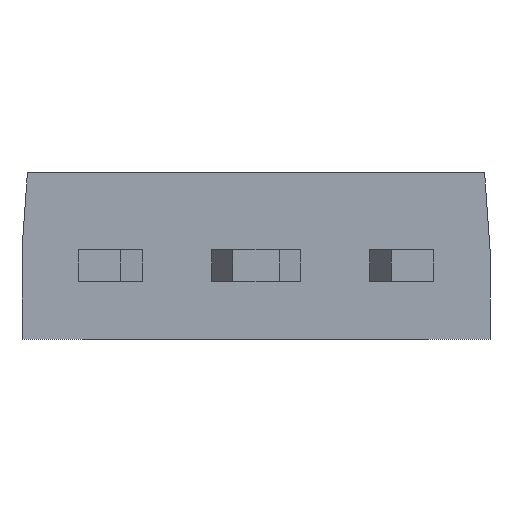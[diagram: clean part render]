
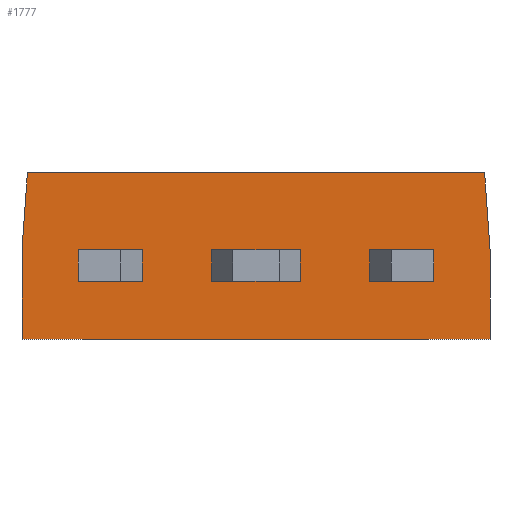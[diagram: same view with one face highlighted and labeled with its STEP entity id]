
A CAD part, front view. The second image highlights one B-rep face of the part: STEP entity #1777.
In plain terms, the highlighted planar face has unit normal (0, -1, 0).
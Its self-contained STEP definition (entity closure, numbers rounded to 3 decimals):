
#51 = DIRECTION ( 'NONE',  ( 0., 0., -1. ) ) ;
#66 = DIRECTION ( 'NONE',  ( -0.07, 0., 0.998 ) ) ;
#141 = AXIS2_PLACEMENT_3D ( 'NONE', #316, #614, #51 ) ;
#159 = CARTESIAN_POINT ( 'NONE',  ( -3.788, 2.54, 0.265 ) ) ;
#160 = VECTOR ( 'NONE', #1569, 1000. ) ;
#195 = VECTOR ( 'NONE', #66, 1000. ) ;
#316 = CARTESIAN_POINT ( 'NONE',  ( 0., 2.54, 0. ) ) ;
#333 = ORIENTED_EDGE ( 'NONE', *, *, #690, .F. ) ;
#420 = FACE_OUTER_BOUND ( 'NONE', #1010, .T. ) ;
#455 = DIRECTION ( 'NONE',  ( 0., 0., 1. ) ) ;
#518 = VERTEX_POINT ( 'NONE', #1774 ) ;
#575 = VERTEX_POINT ( 'NONE', #2054 ) ;
#602 = EDGE_CURVE ( 'NONE', #710, #1229, #909, .T. ) ;
#614 = DIRECTION ( 'NONE',  ( 0., -1., 0. ) ) ;
#690 = EDGE_CURVE ( 'NONE', #1293, #575, #1523, .T. ) ;
#710 = VERTEX_POINT ( 'NONE', #832 ) ;
#745 = CARTESIAN_POINT ( 'NONE',  ( -3.8, 2.54, 1.35 ) ) ;
#832 = CARTESIAN_POINT ( 'NONE',  ( 3.8, 2.54, 0.1 ) ) ;
#878 = VECTOR ( 'NONE', #455, 1000. ) ;
#909 = LINE ( 'NONE', #1660, #195 ) ;
#947 = LINE ( 'NONE', #745, #878 ) ;
#957 = VERTEX_POINT ( 'NONE', #1425 ) ;
#960 = DIRECTION ( 'NONE',  ( 0., 0., -1. ) ) ;
#962 = LINE ( 'NONE', #1592, #974 ) ;
#974 = VECTOR ( 'NONE', #1125, 1000. ) ;
#975 = CARTESIAN_POINT ( 'NONE',  ( 3.8, 2.54, 1.35 ) ) ;
#1000 = EDGE_CURVE ( 'NONE', #518, #1229, #962, .T. ) ;
#1010 = EDGE_LOOP ( 'NONE', ( #1955, #1982, #1495, #333, #1554, #1986 ) ) ;
#1092 = VECTOR ( 'NONE', #1280, 1000. ) ;
#1125 = DIRECTION ( 'NONE',  ( 1., 0., 0. ) ) ;
#1130 = CARTESIAN_POINT ( 'NONE',  ( 3.713, 2.54, 1.35 ) ) ;
#1229 = VERTEX_POINT ( 'NONE', #1130 ) ;
#1266 = EDGE_CURVE ( 'NONE', #575, #957, #947, .T. ) ;
#1280 = DIRECTION ( 'NONE',  ( -0.07, 0., -0.998 ) ) ;
#1293 = VERTEX_POINT ( 'NONE', #1894 ) ;
#1308 = CARTESIAN_POINT ( 'NONE',  ( -3.8, 2.54, -1.35 ) ) ;
#1425 = CARTESIAN_POINT ( 'NONE',  ( -3.8, 2.54, 0.1 ) ) ;
#1495 = ORIENTED_EDGE ( 'NONE', *, *, #1266, .F. ) ;
#1523 = LINE ( 'NONE', #1308, #160 ) ;
#1554 = ORIENTED_EDGE ( 'NONE', *, *, #1676, .F. ) ;
#1569 = DIRECTION ( 'NONE',  ( -1., 0., 0. ) ) ;
#1592 = CARTESIAN_POINT ( 'NONE',  ( -3.8, 2.54, 1.35 ) ) ;
#1660 = CARTESIAN_POINT ( 'NONE',  ( 3.788, 2.54, 0.265 ) ) ;
#1676 = EDGE_CURVE ( 'NONE', #710, #1293, #1770, .T. ) ;
#1695 = EDGE_CURVE ( 'NONE', #518, #957, #1805, .T. ) ;
#1767 = VECTOR ( 'NONE', #960, 1000. ) ;
#1770 = LINE ( 'NONE', #975, #1767 ) ;
#1774 = CARTESIAN_POINT ( 'NONE',  ( -3.713, 2.54, 1.35 ) ) ;
#1777 = ADVANCED_FACE ( 'NONE', ( #420 ), #1912, .T. ) ;
#1805 = LINE ( 'NONE', #159, #1092 ) ;
#1894 = CARTESIAN_POINT ( 'NONE',  ( 3.8, 2.54, -1.35 ) ) ;
#1912 = PLANE ( 'NONE',  #141 ) ;
#1955 = ORIENTED_EDGE ( 'NONE', *, *, #1000, .F. ) ;
#1982 = ORIENTED_EDGE ( 'NONE', *, *, #1695, .T. ) ;
#1986 = ORIENTED_EDGE ( 'NONE', *, *, #602, .T. ) ;
#2054 = CARTESIAN_POINT ( 'NONE',  ( -3.8, 2.54, -1.35 ) ) ;
